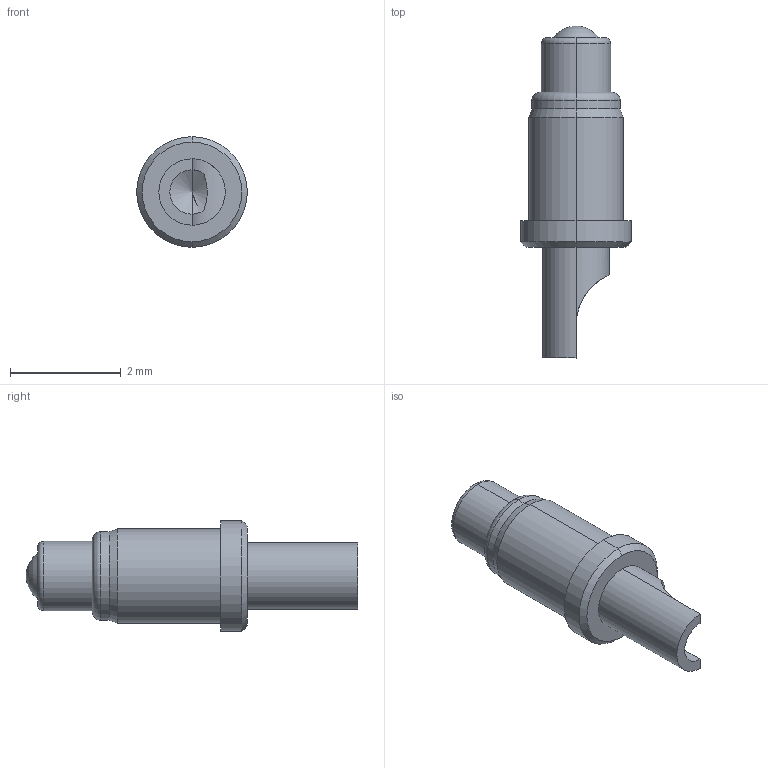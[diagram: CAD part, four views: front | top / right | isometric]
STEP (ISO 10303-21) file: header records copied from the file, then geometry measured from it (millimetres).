
FILE_DESCRIPTION (( 'STEP AP214' ), '1' );
FILE_NAME ('UEBK-13664_step.STEP', '2023-10-13T05:20:19', ( '' ), ( '' ), 'SwSTEP 2.0', 'SolidWorks 2022', '' );
FILE_SCHEMA (( 'AUTOMOTIVE_DESIGN' ));
Length unit declared in the file: millimetre
Products named in the file (1): UEBK-13664_step
Bounding box: 2 x 6 x 2 mm (x, y, z)
Volume: 9.1 mm3; surface area: 31.7 mm2
Topology: 1 solids, 1 shells, 32 faces, 70 edges, 41 vertices
Faces by surface type: cylinder 14, plane 7, cone 6, torus 4, sphere 1
Entity records: 954 total; most frequent: CARTESIAN_POINT 214, DIRECTION 162, ORIENTED_EDGE 130, AXIS2_PLACEMENT_3D 68, EDGE_CURVE 65, VERTEX_POINT 39, EDGE_LOOP 36, CIRCLE 35
